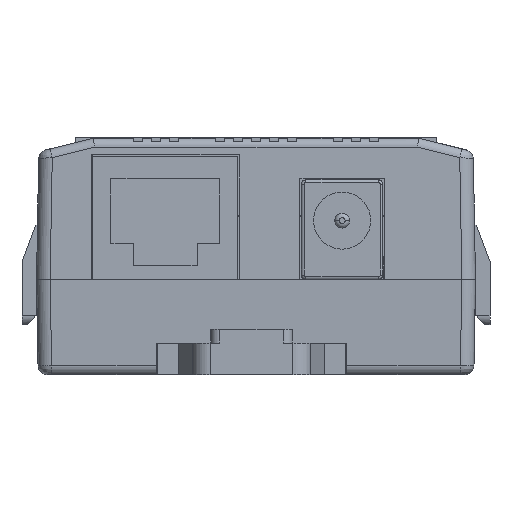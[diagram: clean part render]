
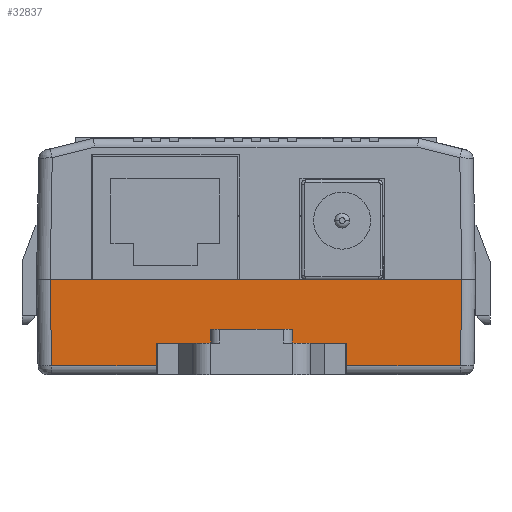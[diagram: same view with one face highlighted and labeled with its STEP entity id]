
A CAD part, left-side view. The second image highlights one B-rep face of the part: STEP entity #32837.
In plain terms, the highlighted planar face has unit normal (-1, 0, -0.018).
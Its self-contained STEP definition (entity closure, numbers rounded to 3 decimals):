
#128 = EDGE_CURVE ( 'NONE', #44139, #11254, #18497, .T. ) ;
#1300 = VERTEX_POINT ( 'NONE', #13903 ) ;
#3734 = LINE ( 'NONE', #5597, #11874 ) ;
#3831 = VECTOR ( 'NONE', #19022, 1000. ) ;
#4832 = CARTESIAN_POINT ( 'NONE',  ( -38.7, 0., 1.6 ) ) ;
#5597 = CARTESIAN_POINT ( 'NONE',  ( -38.534, 11., -7.917 ) ) ;
#7179 = VECTOR ( 'NONE', #18243, 1000. ) ;
#8514 = DIRECTION ( 'NONE',  ( 0.017, 0., -1. ) ) ;
#8668 = CARTESIAN_POINT ( 'NONE',  ( -38.534, -22.517, -7.917 ) ) ;
#10230 = CARTESIAN_POINT ( 'NONE',  ( -38.534, -10., -7.917 ) ) ;
#11254 = VERTEX_POINT ( 'NONE', #28733 ) ;
#11347 = EDGE_LOOP ( 'NONE', ( #20090, #39504, #13282, #37352, #34192, #22651, #40361, #23071 ) ) ;
#11874 = VECTOR ( 'NONE', #22857, 1000. ) ;
#13091 = CARTESIAN_POINT ( 'NONE',  ( -38.7, 0., 1.6 ) ) ;
#13115 = VECTOR ( 'NONE', #8514, 1000. ) ;
#13282 = ORIENTED_EDGE ( 'NONE', *, *, #31059, .T. ) ;
#13705 = VERTEX_POINT ( 'NONE', #19353 ) ;
#13903 = CARTESIAN_POINT ( 'NONE',  ( -38.7, 22.7, 1.6 ) ) ;
#14208 = VERTEX_POINT ( 'NONE', #32512 ) ;
#15320 = CARTESIAN_POINT ( 'NONE',  ( -38.7, -10., 1.6 ) ) ;
#16189 = CARTESIAN_POINT ( 'NONE',  ( -38.578, 0., -5.4 ) ) ;
#17408 = EDGE_CURVE ( 'NONE', #14208, #11254, #3734, .T. ) ;
#17421 = VECTOR ( 'NONE', #34916, 1000. ) ;
#17616 = CARTESIAN_POINT ( 'NONE',  ( -38.534, -22.534, -7.917 ) ) ;
#17649 = CARTESIAN_POINT ( 'NONE',  ( -38.7, 11., 1.6 ) ) ;
#18243 = DIRECTION ( 'NONE',  ( 0.017, -0.017, -1. ) ) ;
#18497 = LINE ( 'NONE', #17649, #17421 ) ;
#18598 = DIRECTION ( 'NONE',  ( 0., 1., 0. ) ) ;
#19022 = DIRECTION ( 'NONE',  ( -0.017, -0.017, 1. ) ) ;
#19353 = CARTESIAN_POINT ( 'NONE',  ( -38.578, -10., -5.4 ) ) ;
#20017 = PLANE ( 'NONE',  #21457 ) ;
#20090 = ORIENTED_EDGE ( 'NONE', *, *, #39040, .T. ) ;
#21457 = AXIS2_PLACEMENT_3D ( 'NONE', #13091, #44277, #23529 ) ;
#22651 = ORIENTED_EDGE ( 'NONE', *, *, #17408, .T. ) ;
#22857 = DIRECTION ( 'NONE',  ( 0., -1., 0. ) ) ;
#23071 = ORIENTED_EDGE ( 'NONE', *, *, #44069, .F. ) ;
#23080 = EDGE_CURVE ( 'NONE', #1300, #14208, #33753, .T. ) ;
#23529 = DIRECTION ( 'NONE',  ( 0.017, 0., -1. ) ) ;
#25025 = VERTEX_POINT ( 'NONE', #17616 ) ;
#26979 = VECTOR ( 'NONE', #32909, 1000. ) ;
#27104 = EDGE_CURVE ( 'NONE', #28920, #1300, #27495, .T. ) ;
#27495 = LINE ( 'NONE', #4832, #35595 ) ;
#28733 = CARTESIAN_POINT ( 'NONE',  ( -38.534, 11., -7.917 ) ) ;
#28920 = VERTEX_POINT ( 'NONE', #43156 ) ;
#30223 = LINE ( 'NONE', #8668, #26979 ) ;
#31059 = EDGE_CURVE ( 'NONE', #25025, #28920, #31488, .T. ) ;
#31488 = LINE ( 'NONE', #36455, #3831 ) ;
#31546 = LINE ( 'NONE', #15320, #13115 ) ;
#32512 = CARTESIAN_POINT ( 'NONE',  ( -38.534, 22.534, -7.917 ) ) ;
#32837 = ADVANCED_FACE ( 'NONE', ( #40132 ), #20017, .F. ) ;
#32861 = VECTOR ( 'NONE', #43915, 1000. ) ;
#32909 = DIRECTION ( 'NONE',  ( 0., -1., 0. ) ) ;
#33753 = LINE ( 'NONE', #39005, #7179 ) ;
#33919 = CARTESIAN_POINT ( 'NONE',  ( -38.578, 11., -5.4 ) ) ;
#34192 = ORIENTED_EDGE ( 'NONE', *, *, #23080, .T. ) ;
#34916 = DIRECTION ( 'NONE',  ( 0.017, 0., -1. ) ) ;
#35049 = EDGE_CURVE ( 'NONE', #42552, #25025, #30223, .T. ) ;
#35595 = VECTOR ( 'NONE', #18598, 1000. ) ;
#36455 = CARTESIAN_POINT ( 'NONE',  ( -38.7, -22.701, 1.626 ) ) ;
#37352 = ORIENTED_EDGE ( 'NONE', *, *, #27104, .T. ) ;
#39005 = CARTESIAN_POINT ( 'NONE',  ( -38.517, 22.517, -8.874 ) ) ;
#39040 = EDGE_CURVE ( 'NONE', #13705, #42552, #31546, .T. ) ;
#39504 = ORIENTED_EDGE ( 'NONE', *, *, #35049, .T. ) ;
#40132 = FACE_OUTER_BOUND ( 'NONE', #11347, .T. ) ;
#40361 = ORIENTED_EDGE ( 'NONE', *, *, #128, .F. ) ;
#42552 = VERTEX_POINT ( 'NONE', #10230 ) ;
#43156 = CARTESIAN_POINT ( 'NONE',  ( -38.7, -22.7, 1.6 ) ) ;
#43915 = DIRECTION ( 'NONE',  ( 0., 1., 0. ) ) ;
#44069 = EDGE_CURVE ( 'NONE', #13705, #44139, #44220, .T. ) ;
#44139 = VERTEX_POINT ( 'NONE', #33919 ) ;
#44220 = LINE ( 'NONE', #16189, #32861 ) ;
#44277 = DIRECTION ( 'NONE',  ( 1., 0., 0.017 ) ) ;
